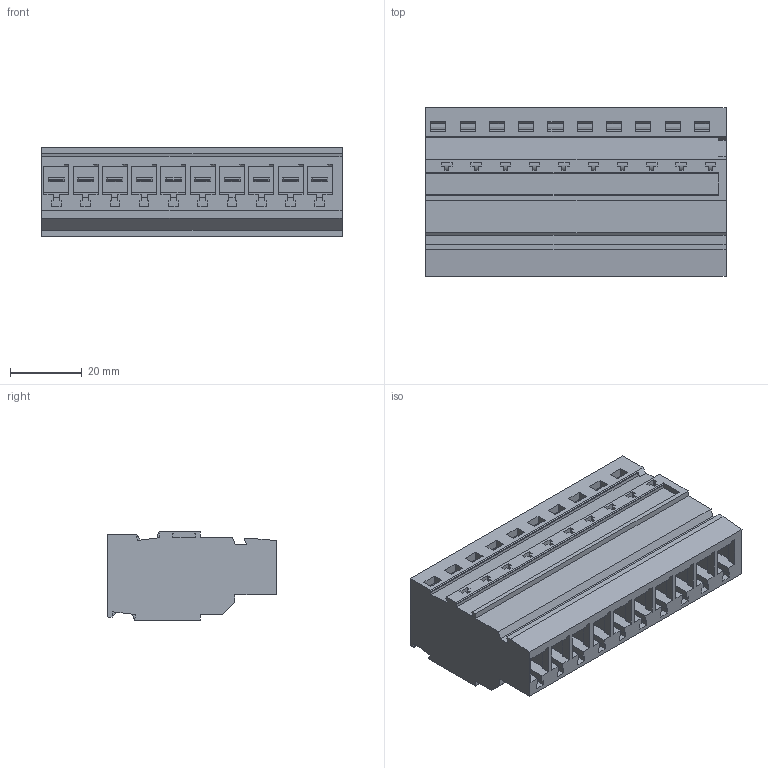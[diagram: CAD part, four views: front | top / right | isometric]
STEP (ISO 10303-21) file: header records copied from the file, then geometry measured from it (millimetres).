
FILE_DESCRIPTION(('Creo Elements/Direct Modeling STEP Export'),'2;1');
FILE_NAME('model.stp','2021-03-17T 7:37:03',(''),(''),'Creo Elements/Direct Modeling STEP processor for AP214 (Solid Model)','Creo Elements/Direct Modeling 20.1D 10-Oct-2020 (C) Parametric Technology GmbH','');
FILE_SCHEMA(('AUTOMOTIVE_DESIGN { 1 0 10303 214 1 1 1 1 }'));
Length unit declared in the file: millimetre
Products named in the file (2): PPC_6_10-select
Assembly tree (1 placements, depth 2):
  PPC_6_10-select
    PPC_6_10-select
Bounding box: 83.7 x 47 x 24.7 mm (x, y, z)
Volume: 59022.3 mm3; surface area: 30642 mm2
Topology: 1 solids, 1 shells, 1146 faces, 3194 edges, 2130 vertices
Faces by surface type: plane 1016, cylinder 130
Entity records: 46878 total; most frequent: CARTESIAN_POINT 8196, ORIENTED_EDGE 6388, DIRECTION 5689, EDGE_CURVE 3194, VECTOR 2763, LINE 2763, VERTEX_POINT 2130, AXIS2_PLACEMENT_3D 1463
